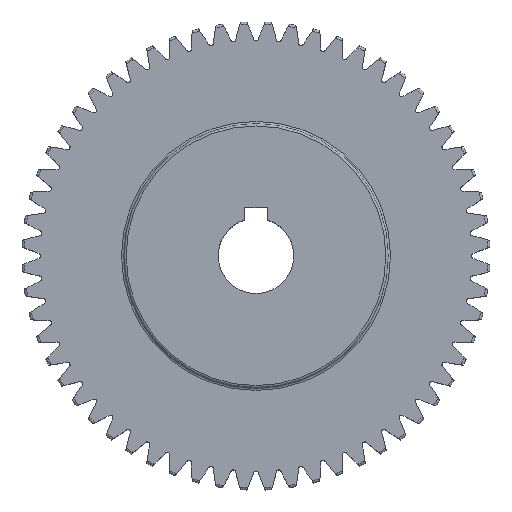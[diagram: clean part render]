
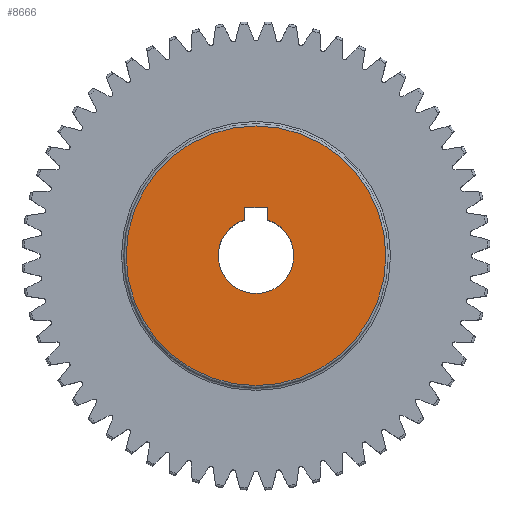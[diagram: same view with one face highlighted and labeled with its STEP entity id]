
A CAD part, top view. The second image highlights one B-rep face of the part: STEP entity #8666.
In plain terms, the highlighted planar face has unit normal (0, 0, 1).
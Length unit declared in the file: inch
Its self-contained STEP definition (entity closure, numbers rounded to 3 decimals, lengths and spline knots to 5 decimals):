
#739=FACE_BOUND('',#2085,.T.);
#745=CIRCLE('',#9177,0.67677);
#746=CIRCLE('',#9178,0.19685);
#1594=FACE_OUTER_BOUND('',#2084,.T.);
#2084=EDGE_LOOP('',(#5757));
#2085=EDGE_LOOP('',(#5758,#5759,#5760,#5761));
#2579=LINE('',#13561,#2949);
#2583=LINE('',#13568,#2953);
#2586=LINE('',#13574,#2956);
#2949=VECTOR('',#10515,0.3937);
#2953=VECTOR('',#10521,0.3937);
#2956=VECTOR('',#10526,0.3937);
#3319=VERTEX_POINT('',#13558);
#3320=VERTEX_POINT('',#13560);
#3322=VERTEX_POINT('',#13566);
#3324=VERTEX_POINT('',#13572);
#3325=VERTEX_POINT('',#13576);
#4291=EDGE_CURVE('',#3320,#3319,#2579,.T.);
#4295=EDGE_CURVE('',#3319,#3322,#2583,.T.);
#4298=EDGE_CURVE('',#3322,#3324,#2586,.T.);
#4299=EDGE_CURVE('',#3325,#3325,#745,.T.);
#4300=EDGE_CURVE('',#3324,#3320,#746,.T.);
#5757=ORIENTED_EDGE('',*,*,#4299,.T.);
#5758=ORIENTED_EDGE('',*,*,#4291,.T.);
#5759=ORIENTED_EDGE('',*,*,#4295,.T.);
#5760=ORIENTED_EDGE('',*,*,#4298,.T.);
#5761=ORIENTED_EDGE('',*,*,#4300,.T.);
#8660=PLANE('',#9176);
#8666=ADVANCED_FACE('',(#1594,#739),#8660,.T.);
#9176=AXIS2_PLACEMENT_3D('',#13575,#10527,#10528);
#9177=AXIS2_PLACEMENT_3D('',#13577,#10529,#10530);
#9178=AXIS2_PLACEMENT_3D('',#13578,#10531,#10532);
#10515=DIRECTION('',(0.,1.,0.));
#10521=DIRECTION('',(1.,0.,0.));
#10526=DIRECTION('',(0.,-1.,0.));
#10527=DIRECTION('center_axis',(0.,0.,1.));
#10528=DIRECTION('ref_axis',(0.,-1.,0.));
#10529=DIRECTION('center_axis',(0.,0.,1.));
#10530=DIRECTION('ref_axis',(0.,-1.,0.));
#10531=DIRECTION('center_axis',(0.,0.,-1.));
#10532=DIRECTION('ref_axis',(0.,1.,0.));
#13558=CARTESIAN_POINT('',(-0.05877,0.25197,0.7874));
#13560=CARTESIAN_POINT('',(-0.05877,0.18787,0.7874));
#13561=CARTESIAN_POINT('',(-0.05877,0.22441,0.7874));
#13566=CARTESIAN_POINT('',(0.05934,0.25197,0.7874));
#13568=CARTESIAN_POINT('',(0.02967,0.25197,0.7874));
#13572=CARTESIAN_POINT('',(0.05934,0.18769,0.7874));
#13574=CARTESIAN_POINT('',(0.05934,0.19685,0.7874));
#13575=CARTESIAN_POINT('Origin',(0.,0.19685,0.7874));
#13576=CARTESIAN_POINT('',(0.,-0.67677,0.7874));
#13577=CARTESIAN_POINT('Origin',(0.,0.,0.7874));
#13578=CARTESIAN_POINT('Origin',(0.,0.,0.7874));
